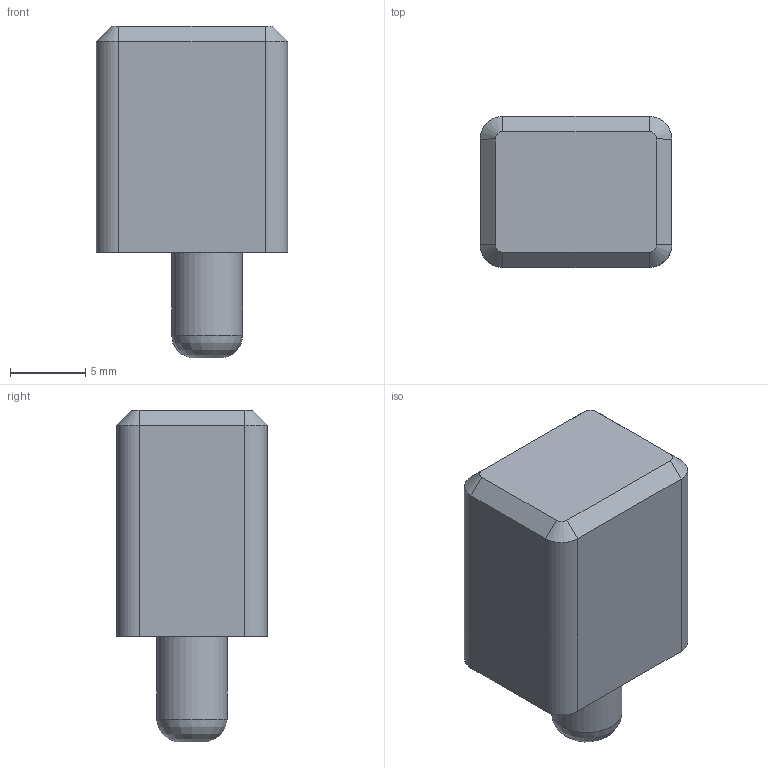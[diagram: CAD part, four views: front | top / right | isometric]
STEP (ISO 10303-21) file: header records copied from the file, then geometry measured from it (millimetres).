
FILE_DESCRIPTION(('FreeCAD Model'),'2;1');
FILE_NAME('Open CASCADE Shape Model','2025-03-10T18:52:24',(''),(''), 'Open CASCADE STEP processor 7.7','FreeCAD','Unknown');
FILE_SCHEMA(('AUTOMOTIVE_DESIGN { 1 0 10303 214 1 1 1 1 }'));
Length unit declared in the file: millimetre
Products named in the file (1): Bottom
Bounding box: 12.7 x 10 x 22 mm (x, y, z)
Volume: 1622.4 mm3; surface area: 1176.8 mm2
Topology: 1 solids, 1 shells, 25 faces, 54 edges, 33 vertices
Faces by surface type: plane 14, cylinder 6, cone 4, revolution 1
Full cylindrical faces by diameter (mm): 4.7 x1
Entity records: 706 total; most frequent: CARTESIAN_POINT 123, DIRECTION 123, ORIENTED_EDGE 108, EDGE_CURVE 54, AXIS2_PLACEMENT_3D 43, LINE 36, VECTOR 36, VERTEX_POINT 33
